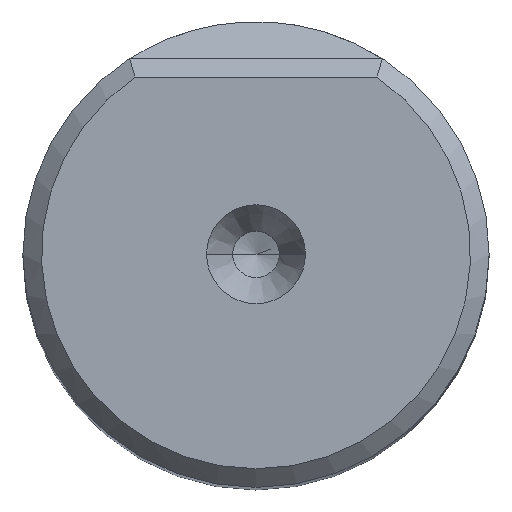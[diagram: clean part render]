
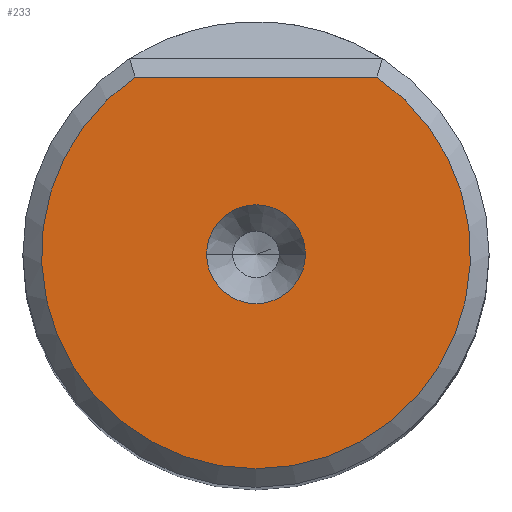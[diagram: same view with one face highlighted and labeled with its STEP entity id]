
A CAD part, top view. The second image highlights one B-rep face of the part: STEP entity #233.
In plain terms, the highlighted planar face has unit normal (0, 0, 1).
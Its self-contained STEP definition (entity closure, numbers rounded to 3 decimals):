
#233=ADVANCED_FACE('',(#332,#333),#311,.T.);
#311=PLANE('',#1527);
#332=FACE_BOUND('',#342,.T.);
#333=FACE_BOUND('',#343,.T.);
#342=EDGE_LOOP('',(#566,#567,#568));
#343=EDGE_LOOP('',(#569,#570));
#425=LINE('',#2160,#495);
#495=VECTOR('',#1726,1.);
#566=ORIENTED_EDGE('',*,*,#1152,.F.);
#567=ORIENTED_EDGE('',*,*,#1153,.F.);
#568=ORIENTED_EDGE('',*,*,#1154,.F.);
#569=ORIENTED_EDGE('',*,*,#1155,.F.);
#570=ORIENTED_EDGE('',*,*,#1156,.F.);
#1004=VERTEX_POINT('',#2156);
#1005=VERTEX_POINT('',#2157);
#1006=VERTEX_POINT('',#2159);
#1007=VERTEX_POINT('',#2162);
#1008=VERTEX_POINT('',#2163);
#1152=EDGE_CURVE('',#1004,#1005,#1371,.T.);
#1153=EDGE_CURVE('',#1006,#1004,#1372,.T.);
#1154=EDGE_CURVE('',#1005,#1006,#425,.T.);
#1155=EDGE_CURVE('',#1007,#1008,#1373,.T.);
#1156=EDGE_CURVE('',#1008,#1007,#1374,.T.);
#1371=CIRCLE('',#1523,11.5);
#1372=CIRCLE('',#1524,11.5);
#1373=CIRCLE('',#1525,2.65);
#1374=CIRCLE('',#1526,2.65);
#1523=AXIS2_PLACEMENT_3D('',#2155,#1722,#1723);
#1524=AXIS2_PLACEMENT_3D('',#2158,#1724,#1725);
#1525=AXIS2_PLACEMENT_3D('',#2161,#1727,#1728);
#1526=AXIS2_PLACEMENT_3D('',#2164,#1729,#1730);
#1527=AXIS2_PLACEMENT_3D('',#2165,#1731,#1732);
#1722=DIRECTION('',(0.,0.,-1.));
#1723=DIRECTION('',(0.,-1.,0.));
#1724=DIRECTION('',(0.,0.,-1.));
#1725=DIRECTION('',(0.564,0.826,0.));
#1726=DIRECTION('',(1.,0.,0.));
#1727=DIRECTION('',(0.,0.,1.));
#1728=DIRECTION('',(-1.,0.,0.));
#1729=DIRECTION('',(0.,0.,1.));
#1730=DIRECTION('',(1.,0.,0.));
#1731=DIRECTION('',(0.,0.,1.));
#1732=DIRECTION('',(-1.,0.,0.));
#2155=CARTESIAN_POINT('',(0.,0.,0.));
#2156=CARTESIAN_POINT('',(0.,-11.5,0.));
#2157=CARTESIAN_POINT('',(-6.481,9.5,0.));
#2158=CARTESIAN_POINT('',(0.,0.,0.));
#2159=CARTESIAN_POINT('',(6.481,9.5,0.));
#2160=CARTESIAN_POINT('',(-6.481,9.5,0.));
#2161=CARTESIAN_POINT('',(0.,0.,0.));
#2162=CARTESIAN_POINT('',(-2.65,0.,0.));
#2163=CARTESIAN_POINT('',(2.65,0.,0.));
#2164=CARTESIAN_POINT('',(0.,0.,0.));
#2165=CARTESIAN_POINT('',(0.,-1.,0.));
